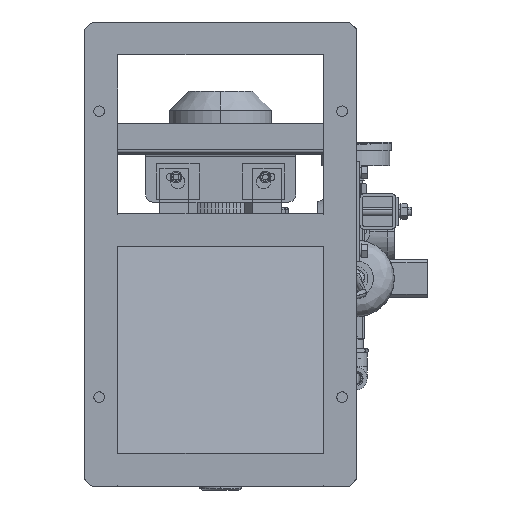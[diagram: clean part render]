
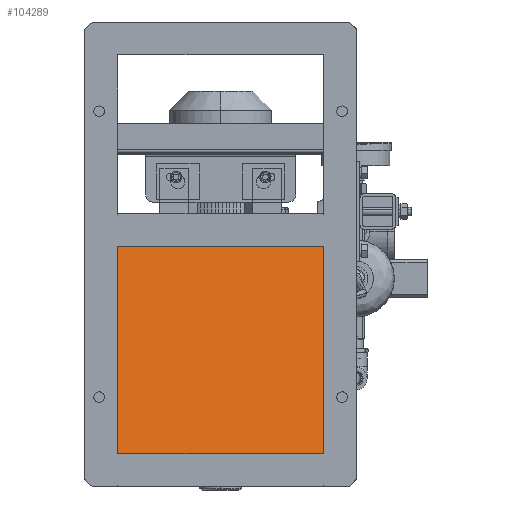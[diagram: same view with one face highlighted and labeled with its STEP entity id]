
A CAD part, front view. The second image highlights one B-rep face of the part: STEP entity #104289.
In plain terms, the highlighted planar face has unit normal (0, -0.985, 0.17).
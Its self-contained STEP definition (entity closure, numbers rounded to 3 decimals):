
#3654 = DIRECTION ( 'NONE',  ( 0., -0.17, -0.985 ) ) ;
#4184 = DIRECTION ( 'NONE',  ( 0., 0.17, 0.985 ) ) ;
#6759 = CARTESIAN_POINT ( 'NONE',  ( 144., -224.985, -78.657 ) ) ;
#7313 = CARTESIAN_POINT ( 'NONE',  ( 144., -224.985, -78.657 ) ) ;
#9278 = ORIENTED_EDGE ( 'NONE', *, *, #42152, .T. ) ;
#14167 = LINE ( 'NONE', #36363, #80055 ) ;
#16063 = CARTESIAN_POINT ( 'NONE',  ( -144., -174.985, 211. ) ) ;
#17281 = VECTOR ( 'NONE', #18051, 1000. ) ;
#18051 = DIRECTION ( 'NONE',  ( -1., 0., 0. ) ) ;
#26012 = CARTESIAN_POINT ( 'NONE',  ( 144., -174.985, 211. ) ) ;
#31242 = DIRECTION ( 'NONE',  ( 0., -0.17, -0.985 ) ) ;
#34802 = ORIENTED_EDGE ( 'NONE', *, *, #47430, .F. ) ;
#36363 = CARTESIAN_POINT ( 'NONE',  ( -144., -224.985, -78.657 ) ) ;
#37743 = EDGE_CURVE ( 'NONE', #97123, #77343, #69479, .T. ) ;
#42152 = EDGE_CURVE ( 'NONE', #91332, #52650, #14167, .T. ) ;
#43726 = ORIENTED_EDGE ( 'NONE', *, *, #37743, .F. ) ;
#45372 = CARTESIAN_POINT ( 'NONE',  ( 144., -224.985, -78.657 ) ) ;
#46208 = CARTESIAN_POINT ( 'NONE',  ( -144., -224.985, -78.657 ) ) ;
#47430 = EDGE_CURVE ( 'NONE', #77343, #52650, #81854, .T. ) ;
#52650 = VERTEX_POINT ( 'NONE', #46208 ) ;
#59902 = LINE ( 'NONE', #26012, #17281 ) ;
#61323 = EDGE_CURVE ( 'NONE', #97123, #91332, #59902, .T. ) ;
#69479 = LINE ( 'NONE', #102067, #87441 ) ;
#77136 = PLANE ( 'NONE',  #93127 ) ;
#77343 = VERTEX_POINT ( 'NONE', #7313 ) ;
#80055 = VECTOR ( 'NONE', #31242, 1000. ) ;
#80791 = CARTESIAN_POINT ( 'NONE',  ( 144., -174.985, 211. ) ) ;
#81854 = LINE ( 'NONE', #6759, #85650 ) ;
#85650 = VECTOR ( 'NONE', #88649, 1000. ) ;
#87441 = VECTOR ( 'NONE', #3654, 1000. ) ;
#88649 = DIRECTION ( 'NONE',  ( -1., 0., 0. ) ) ;
#91332 = VERTEX_POINT ( 'NONE', #16063 ) ;
#93127 = AXIS2_PLACEMENT_3D ( 'NONE', #45372, #102951, #4184 ) ;
#97123 = VERTEX_POINT ( 'NONE', #80791 ) ;
#98046 = EDGE_LOOP ( 'NONE', ( #99498, #9278, #34802, #43726 ) ) ;
#99498 = ORIENTED_EDGE ( 'NONE', *, *, #61323, .T. ) ;
#101107 = FACE_OUTER_BOUND ( 'NONE', #98046, .T. ) ;
#102067 = CARTESIAN_POINT ( 'NONE',  ( 144., -224.985, -78.657 ) ) ;
#102951 = DIRECTION ( 'NONE',  ( 0., 0.985, -0.17 ) ) ;
#104289 = ADVANCED_FACE ( 'NONE', ( #101107 ), #77136, .F. ) ;
